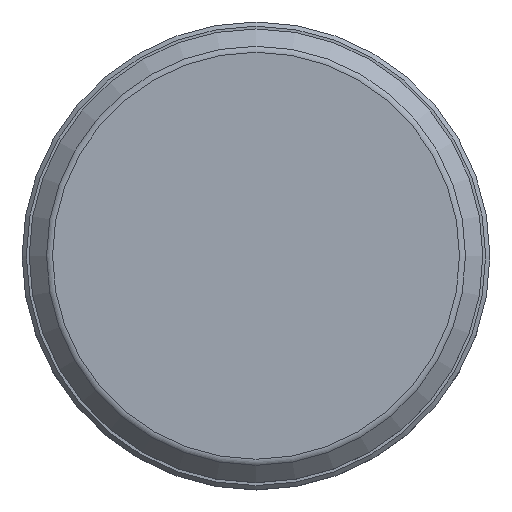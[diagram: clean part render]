
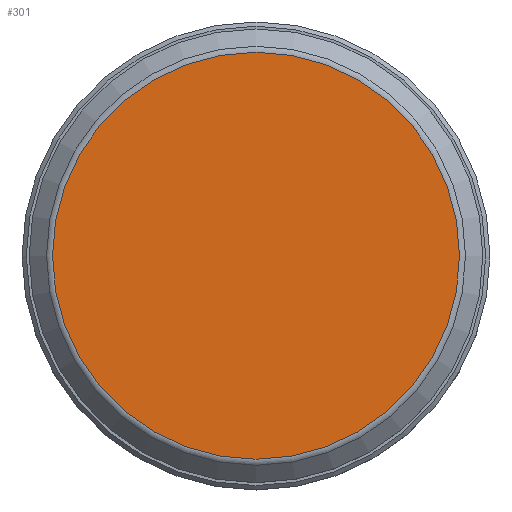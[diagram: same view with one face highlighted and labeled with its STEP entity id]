
A CAD part, top view. The second image highlights one B-rep face of the part: STEP entity #301.
In plain terms, the highlighted face is planar.
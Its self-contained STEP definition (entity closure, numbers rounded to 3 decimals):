
#65=PLANE('',#346);
#93=ORIENTED_EDGE('',*,*,#153,.F.);
#153=EDGE_CURVE('',#186,#186,#207,.T.);
#186=VERTEX_POINT('',#535);
#207=CIRCLE('',#347,14.352);
#229=EDGE_LOOP('',(#93));
#267=FACE_BOUND('',#229,.T.);
#301=ADVANCED_FACE('',(#267),#65,.F.);
#346=AXIS2_PLACEMENT_3D('',#533,#401,#402);
#347=AXIS2_PLACEMENT_3D('',#534,#403,#404);
#401=DIRECTION('',(-1.,0.,0.));
#402=DIRECTION('',(0.,0.,1.));
#403=DIRECTION('',(-1.,0.,0.));
#404=DIRECTION('',(0.,0.,1.));
#533=CARTESIAN_POINT('',(6.,0.,0.));
#534=CARTESIAN_POINT('',(6.,0.,0.));
#535=CARTESIAN_POINT('',(6.,0.,14.352));
